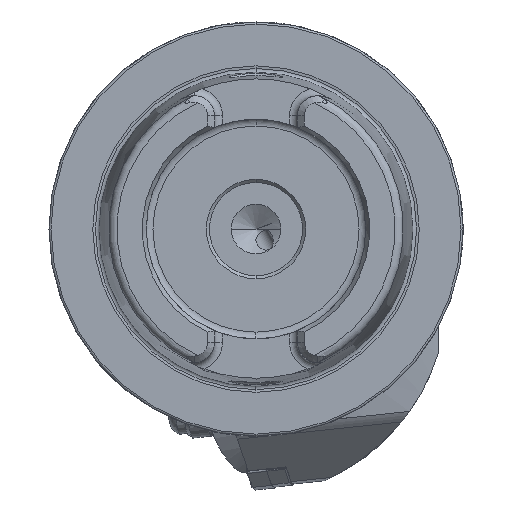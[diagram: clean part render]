
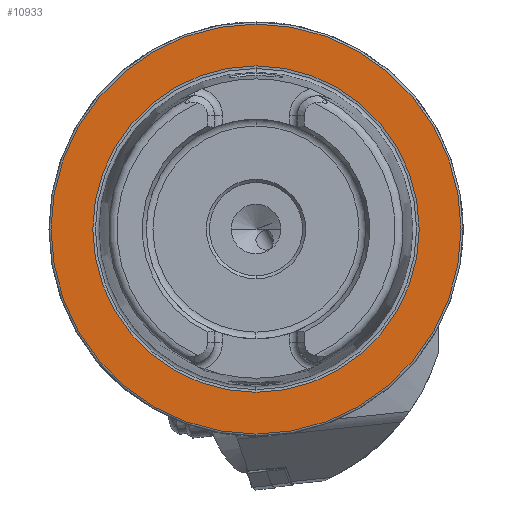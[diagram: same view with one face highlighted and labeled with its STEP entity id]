
A CAD part, left-side view. The second image highlights one B-rep face of the part: STEP entity #10933.
In plain terms, the highlighted planar face has unit normal (-1, 0, 0).
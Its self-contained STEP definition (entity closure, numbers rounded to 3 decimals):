
#8 = PLANE ( 'NONE',  #1173 ) ;
#117 = DIRECTION ( 'NONE',  ( 0., 0., -1. ) ) ;
#528 = VERTEX_POINT ( 'NONE', #2074 ) ;
#1021 = VERTEX_POINT ( 'NONE', #18297 ) ;
#1162 = CARTESIAN_POINT ( 'NONE',  ( 0., 0., -49.5 ) ) ;
#1173 = AXIS2_PLACEMENT_3D ( 'NONE', #8834, #17586, #117 ) ;
#1366 = EDGE_CURVE ( 'NONE', #16879, #528, #18458, .T. ) ;
#2074 = CARTESIAN_POINT ( 'NONE',  ( 0., 0., 39.405 ) ) ;
#5599 = AXIS2_PLACEMENT_3D ( 'NONE', #15015, #9043, #13404 ) ;
#5616 = EDGE_CURVE ( 'NONE', #528, #16879, #8794, .T. ) ;
#6368 = EDGE_CURVE ( 'NONE', #13782, #1021, #11095, .T. ) ;
#6519 = CIRCLE ( 'NONE', #7006, 49.5 ) ;
#6859 = ORIENTED_EDGE ( 'NONE', *, *, #1366, .F. ) ;
#6987 = FACE_OUTER_BOUND ( 'NONE', #18185, .T. ) ;
#7006 = AXIS2_PLACEMENT_3D ( 'NONE', #17948, #12060, #15123 ) ;
#7476 = ORIENTED_EDGE ( 'NONE', *, *, #18371, .T. ) ;
#8794 = CIRCLE ( 'NONE', #12724, 39.405 ) ;
#8834 = CARTESIAN_POINT ( 'NONE',  ( 0., 49.5, 0. ) ) ;
#9043 = DIRECTION ( 'NONE',  ( -1., 0., 0. ) ) ;
#9044 = DIRECTION ( 'NONE',  ( 0., 0., 1. ) ) ;
#9135 = ORIENTED_EDGE ( 'NONE', *, *, #6368, .T. ) ;
#9229 = CARTESIAN_POINT ( 'NONE',  ( 0., 0., 0. ) ) ;
#10680 = EDGE_LOOP ( 'NONE', ( #15806, #6859 ) ) ;
#10699 = DIRECTION ( 'NONE',  ( -1., 0., 0. ) ) ;
#10933 = ADVANCED_FACE ( 'NONE', ( #17128, #6987 ), #8, .F. ) ;
#11095 = CIRCLE ( 'NONE', #16400, 49.5 ) ;
#12010 = DIRECTION ( 'NONE',  ( 0., 0., 1. ) ) ;
#12060 = DIRECTION ( 'NONE',  ( -1., 0., 0. ) ) ;
#12724 = AXIS2_PLACEMENT_3D ( 'NONE', #13394, #10699, #12010 ) ;
#13394 = CARTESIAN_POINT ( 'NONE',  ( 0., 0., 0. ) ) ;
#13404 = DIRECTION ( 'NONE',  ( 0., 0., 1. ) ) ;
#13782 = VERTEX_POINT ( 'NONE', #1162 ) ;
#14769 = CARTESIAN_POINT ( 'NONE',  ( 0., 0., -39.405 ) ) ;
#15015 = CARTESIAN_POINT ( 'NONE',  ( 0., 0., 0. ) ) ;
#15016 = DIRECTION ( 'NONE',  ( -1., 0., 0. ) ) ;
#15123 = DIRECTION ( 'NONE',  ( 0., 0., 1. ) ) ;
#15806 = ORIENTED_EDGE ( 'NONE', *, *, #5616, .F. ) ;
#16400 = AXIS2_PLACEMENT_3D ( 'NONE', #9229, #15016, #9044 ) ;
#16879 = VERTEX_POINT ( 'NONE', #14769 ) ;
#17128 = FACE_BOUND ( 'NONE', #10680, .T. ) ;
#17586 = DIRECTION ( 'NONE',  ( 1., 0., 0. ) ) ;
#17948 = CARTESIAN_POINT ( 'NONE',  ( 0., 0., 0. ) ) ;
#18185 = EDGE_LOOP ( 'NONE', ( #7476, #9135 ) ) ;
#18297 = CARTESIAN_POINT ( 'NONE',  ( 0., 0., 49.5 ) ) ;
#18371 = EDGE_CURVE ( 'NONE', #1021, #13782, #6519, .T. ) ;
#18458 = CIRCLE ( 'NONE', #5599, 39.405 ) ;
